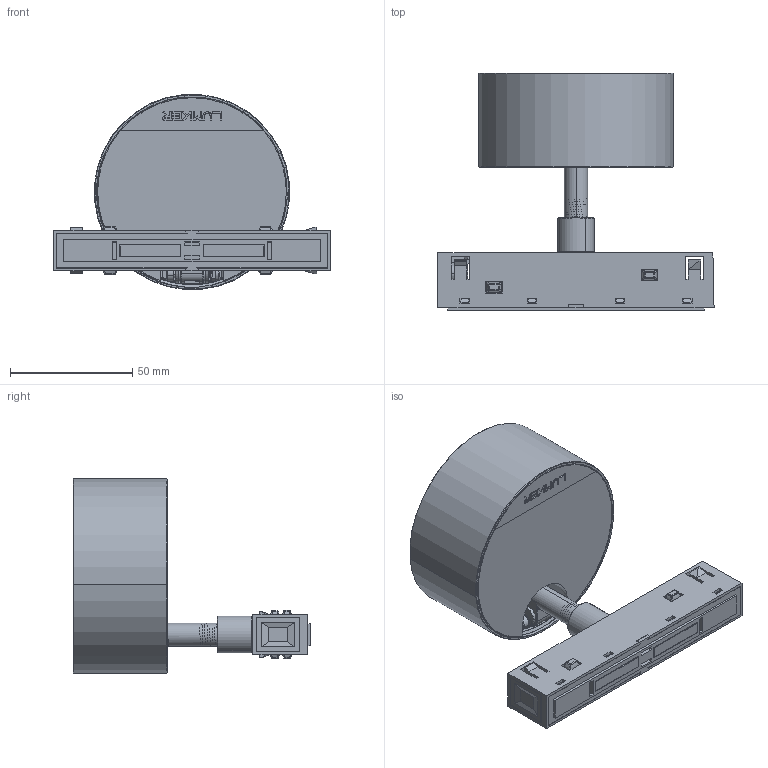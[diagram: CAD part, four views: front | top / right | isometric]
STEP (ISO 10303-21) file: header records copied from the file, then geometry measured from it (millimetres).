
FILE_DESCRIPTION (( 'STEP AP214' ), '1' );
FILE_NAME ('201-D1-3090.STEP', '2022-11-04T07:15:37', ( 'user' ), ( '' ), 'SwSTEP 2.0', 'SolidWorks 2018', '' );
FILE_SCHEMA (( 'AUTOMOTIVE_DESIGN' ));
Length unit declared in the file: millimetre
Products named in the file (30): 棠柲唅蛌結遠; 棠柲蛌唅挴誹; 棠柲唅蛌裔; 磁吸驱动-声普; 15X0.5-M10菜え; 萇埭碟偌瑩-12; 201-D1-陬挴綴腑极 ; 棠沺郪璃; 201-D1-前灯体（报产品，模具价格出2）; 25X5X2棠沺; hexagon socket head cap screws gb_GB_FASTENER_SCREWS_HSHCS M3X5-N; 傻遴萇埭碟狟裔-12; 201-D1-牷啊盓殤; 傻遴萇埭碟奻裔-12; 64X2胶圈; HK-62X18-asm-E; 絳萇肣え-B; M3X5沉头十字螺丝(头径￠4.5); 絳萇肣え-A; CRE-CXA1507-30G-F4-NOY-000B4-嫖埭; 201-D1-3090; SL-CXA1507-HD-A-V2-20140816; M2.5X5沉头十字螺丝(头径￠4.5); M3粟賡; M3埴芛蹟譫; 6X3.2X1す菜え; 201-A1蟀諉翐; 201-D1-唅蛌盓殤; ｶﾌｿ鋙釀ｴｺﾐ ﾗｰﾅ莽ｼ(1); 棠沺裔啣
Assembly tree (36 placements, depth 4):
  201-D1-3090
    HK-62X18-asm-E
    201-D1-牷啊盓殤
    ｶﾌｿ鋙釀ｴｺﾐ ﾗｰﾅ莽ｼ(1)
      傻遴萇埭碟狟裔-12
      絳萇肣え-A  x2
      絳萇肣え-B  x2
      傻遴萇埭碟奻裔-12
      棠沺郪璃  x2
        25X5X2棠沺
      萇埭碟偌瑩-12
      磁吸驱动-声普
      棠柲唅蛌裔
      棠柲蛌唅挴誹
      棠柲唅蛌結遠
      棠沺裔啣
    201-D1-唅蛌盓殤
    201-A1蟀諉翐
    6X3.2X1す菜え  x2
    M3埴芛蹟譫
    M3粟賡  x2
    M2.5X5沉头十字螺丝(头径￠4.5)  x2
    SL-CXA1507-HD-A-V2-20140816
    CRE-CXA1507-30G-F4-NOY-000B4-嫖埭
    M3X5沉头十字螺丝(头径￠4.5)  x2
    64X2胶圈
    hexagon socket head cap screws gb_GB_FASTENER_SCREWS_HSHCS M3X5-N
    201-D1-前灯体（报产品，模具价格出2）
    201-D1-陬挴綴腑极 
    15X0.5-M10菜え
Bounding box: 113 x 97.2 x 79.71 mm (x, y, z)
Volume: 101746.3 mm3; surface area: 96333.3 mm2
Topology: 34 solids, 34 shells, 2537 faces, 6728 edges, 4316 vertices
Faces by surface type: plane 1435, cylinder 463, bspline 451, cone 128, torus 54, sphere 6
Entity records: 96312 total; most frequent: CARTESIAN_POINT 39263, ORIENTED_EDGE 12344, DIRECTION 9755, EDGE_CURVE 6172, VERTEX_POINT 4012, LINE 4001, VECTOR 4001, AXIS2_PLACEMENT_3D 2877
